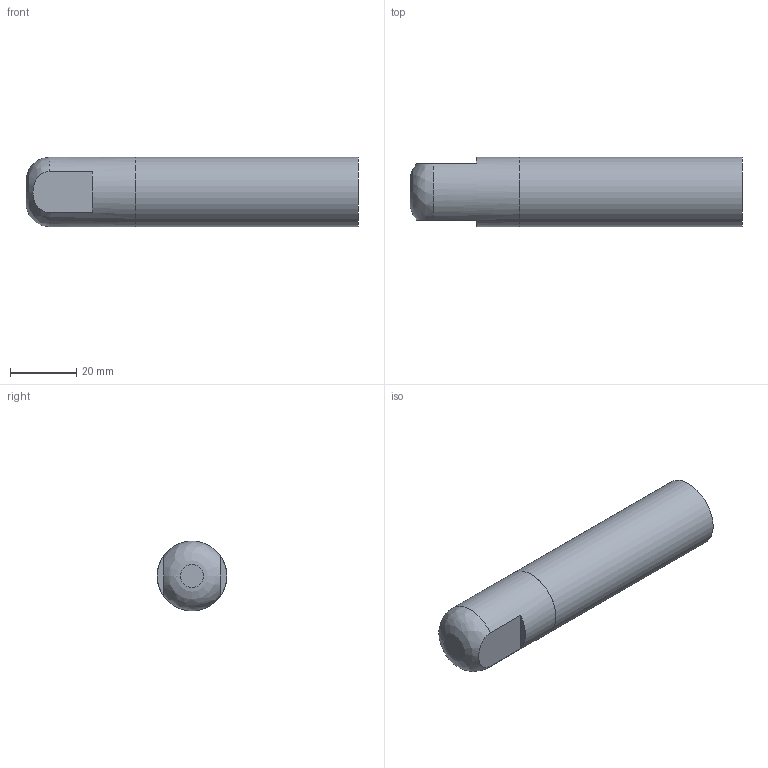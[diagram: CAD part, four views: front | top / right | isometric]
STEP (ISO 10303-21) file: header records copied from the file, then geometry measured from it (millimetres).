
FILE_DESCRIPTION((''),'2;1');
FILE_NAME('70601012X.stp','2010-09-10T12:51:11',('thilbrands'),(''),'Autodesk Inventor 2008','Autodesk Inventor 2008','');
FILE_SCHEMA(('AUTOMOTIVE_DESIGN { 1 0 10303 214 1 1 1 1 }'));
Length unit declared in the file: millimetre
Products named in the file (1): 70601012X
Bounding box: 100 x 21 x 21 mm (x, y, z)
Volume: 33410.2 mm3; surface area: 7059.3 mm2
Topology: 1 solids, 1 shells, 10 faces, 22 edges, 15 vertices
Faces by surface type: plane 5, bspline 3, cylinder 2
Full cylindrical faces by diameter (mm): 20.955 x1, 21 x1
Entity records: 478 total; most frequent: CARTESIAN_POINT 255, DIRECTION 38, ORIENTED_EDGE 36, EDGE_CURVE 18, AXIS2_PLACEMENT_3D 16, VERTEX_POINT 14, EDGE_LOOP 14, FACE_OUTER_BOUND 10
